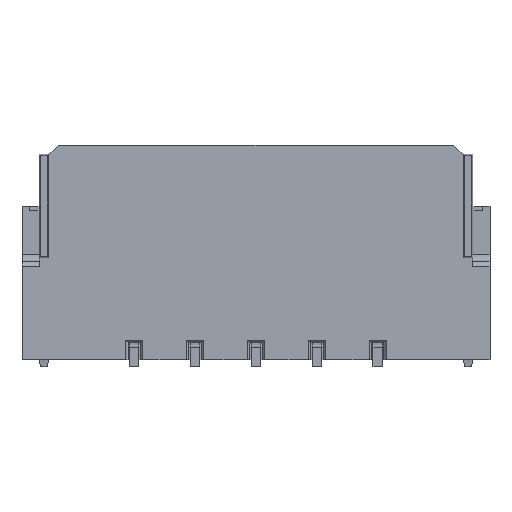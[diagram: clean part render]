
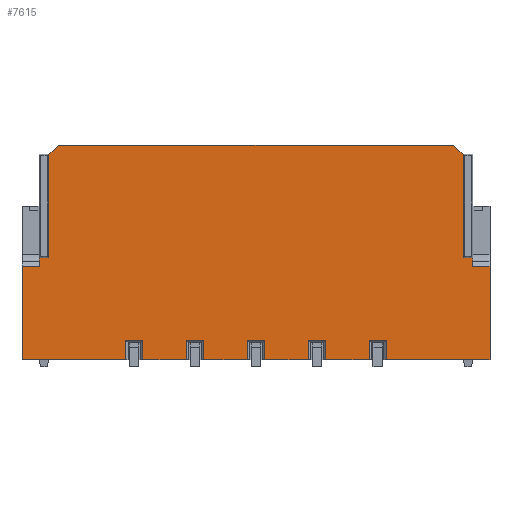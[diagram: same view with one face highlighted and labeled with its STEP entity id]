
A CAD part, front view. The second image highlights one B-rep face of the part: STEP entity #7615.
In plain terms, the highlighted planar face has unit normal (0, -1, 0).
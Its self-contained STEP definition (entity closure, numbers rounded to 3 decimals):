
#101=DIRECTION('',(1.,0.,0.));
#102=VECTOR('',#101,2.125);
#103=CARTESIAN_POINT('',(2.675,-2.725,-2.2));
#104=LINE('',#103,#102);
#141=DIRECTION('',(1.,0.,0.));
#142=VECTOR('',#141,2.125);
#143=CARTESIAN_POINT('',(-4.8,-2.725,-2.2));
#144=LINE('',#143,#142);
#165=DIRECTION('',(1.,0.,0.));
#166=VECTOR('',#165,0.9);
#167=CARTESIAN_POINT('',(-2.325,-2.725,-2.2));
#168=LINE('',#167,#166);
#189=DIRECTION('',(1.,0.,0.));
#190=VECTOR('',#189,0.9);
#191=CARTESIAN_POINT('',(-1.075,-2.725,-2.2));
#192=LINE('',#191,#190);
#213=DIRECTION('',(1.,0.,0.));
#214=VECTOR('',#213,0.9);
#215=CARTESIAN_POINT('',(0.175,-2.725,-2.2));
#216=LINE('',#215,#214);
#237=DIRECTION('',(1.,0.,0.));
#238=VECTOR('',#237,0.9);
#239=CARTESIAN_POINT('',(1.425,-2.725,-2.2));
#240=LINE('',#239,#238);
#787=DIRECTION('',(0.,0.,1.));
#788=VECTOR('',#787,0.4);
#789=CARTESIAN_POINT('',(2.325,-2.725,-2.2));
#790=LINE('',#789,#788);
#791=DIRECTION('',(0.,0.,-1.));
#792=VECTOR('',#791,0.4);
#793=CARTESIAN_POINT('',(1.425,-2.725,-1.8));
#794=LINE('',#793,#792);
#795=DIRECTION('',(1.,0.,0.));
#796=VECTOR('',#795,0.35);
#797=CARTESIAN_POINT('',(1.075,-2.725,-1.8));
#798=LINE('',#797,#796);
#799=DIRECTION('',(0.,0.,1.));
#800=VECTOR('',#799,0.4);
#801=CARTESIAN_POINT('',(1.075,-2.725,-2.2));
#802=LINE('',#801,#800);
#803=DIRECTION('',(0.,0.,-1.));
#804=VECTOR('',#803,0.4);
#805=CARTESIAN_POINT('',(0.175,-2.725,-1.8));
#806=LINE('',#805,#804);
#807=DIRECTION('',(1.,0.,0.));
#808=VECTOR('',#807,0.35);
#809=CARTESIAN_POINT('',(-0.175,-2.725,-1.8));
#810=LINE('',#809,#808);
#811=DIRECTION('',(0.,0.,1.));
#812=VECTOR('',#811,0.4);
#813=CARTESIAN_POINT('',(-0.175,-2.725,-2.2));
#814=LINE('',#813,#812);
#815=DIRECTION('',(0.,0.,-1.));
#816=VECTOR('',#815,0.4);
#817=CARTESIAN_POINT('',(-1.075,-2.725,-1.8));
#818=LINE('',#817,#816);
#819=DIRECTION('',(1.,0.,0.));
#820=VECTOR('',#819,0.35);
#821=CARTESIAN_POINT('',(-1.425,-2.725,-1.8));
#822=LINE('',#821,#820);
#823=DIRECTION('',(0.,0.,1.));
#824=VECTOR('',#823,0.4);
#825=CARTESIAN_POINT('',(-1.425,-2.725,-2.2));
#826=LINE('',#825,#824);
#827=DIRECTION('',(0.,0.,-1.));
#828=VECTOR('',#827,0.4);
#829=CARTESIAN_POINT('',(-2.325,-2.725,-1.8));
#830=LINE('',#829,#828);
#831=DIRECTION('',(1.,0.,0.));
#832=VECTOR('',#831,0.35);
#833=CARTESIAN_POINT('',(-2.675,-2.725,-1.8));
#834=LINE('',#833,#832);
#835=DIRECTION('',(0.,0.,1.));
#836=VECTOR('',#835,0.4);
#837=CARTESIAN_POINT('',(-2.675,-2.725,-2.2));
#838=LINE('',#837,#836);
#839=DIRECTION('',(0.,0.,1.));
#840=VECTOR('',#839,1.915);
#841=CARTESIAN_POINT('',(-4.8,-2.725,-2.2));
#842=LINE('',#841,#840);
#843=DIRECTION('',(-1.,0.,0.));
#844=VECTOR('',#843,0.35);
#845=CARTESIAN_POINT('',(-4.45,-2.725,-0.285));
#846=LINE('',#845,#844);
#847=DIRECTION('',(-1.,0.,0.));
#848=VECTOR('',#847,0.2);
#849=CARTESIAN_POINT('',(-4.25,-2.725,-0.115));
#850=LINE('',#849,#848);
#851=DIRECTION('',(0.,0.,1.));
#852=VECTOR('',#851,2.115);
#853=CARTESIAN_POINT('',(-4.25,-2.725,-0.115));
#854=LINE('',#853,#852);
#855=DIRECTION('',(-0.707,0.,-0.707));
#856=VECTOR('',#855,0.283);
#857=CARTESIAN_POINT('',(-4.05,-2.725,2.2));
#858=LINE('',#857,#856);
#859=DIRECTION('',(-0.707,0.,0.707));
#860=VECTOR('',#859,0.283);
#861=CARTESIAN_POINT('',(4.25,-2.725,2.));
#862=LINE('',#861,#860);
#863=DIRECTION('',(0.,0.,1.));
#864=VECTOR('',#863,2.115);
#865=CARTESIAN_POINT('',(4.25,-2.725,-0.115));
#866=LINE('',#865,#864);
#867=DIRECTION('',(1.,0.,0.));
#868=VECTOR('',#867,0.2);
#869=CARTESIAN_POINT('',(4.25,-2.725,-0.115));
#870=LINE('',#869,#868);
#871=DIRECTION('',(-1.,0.,0.));
#872=VECTOR('',#871,0.35);
#873=CARTESIAN_POINT('',(4.8,-2.725,-0.285));
#874=LINE('',#873,#872);
#875=DIRECTION('',(0.,0.,-1.));
#876=VECTOR('',#875,0.4);
#877=CARTESIAN_POINT('',(2.675,-2.725,-1.8));
#878=LINE('',#877,#876);
#879=DIRECTION('',(1.,0.,0.));
#880=VECTOR('',#879,0.35);
#881=CARTESIAN_POINT('',(2.325,-2.725,-1.8));
#882=LINE('',#881,#880);
#1354=DIRECTION('',(1.,0.,0.));
#1355=VECTOR('',#1354,8.1);
#1356=CARTESIAN_POINT('',(-4.05,-2.725,2.2));
#1357=LINE('',#1356,#1355);
#1521=DIRECTION('',(0.,0.,-1.));
#1522=VECTOR('',#1521,0.17);
#1523=CARTESIAN_POINT('',(-4.45,-2.725,-0.115));
#1524=LINE('',#1523,#1522);
#1920=DIRECTION('',(0.,0.,1.));
#1921=VECTOR('',#1920,1.915);
#1922=CARTESIAN_POINT('',(4.8,-2.725,-2.2));
#1923=LINE('',#1922,#1921);
#1936=DIRECTION('',(0.,0.,1.));
#1937=VECTOR('',#1936,0.17);
#1938=CARTESIAN_POINT('',(4.45,-2.725,-0.285));
#1939=LINE('',#1938,#1937);
#5230=CARTESIAN_POINT('',(-4.05,-2.725,2.2));
#5232=VERTEX_POINT('',#5230);
#5259=CARTESIAN_POINT('',(4.05,-2.725,2.2));
#5260=VERTEX_POINT('',#5259);
#5393=CARTESIAN_POINT('',(-4.25,-2.725,2.));
#5394=VERTEX_POINT('',#5393);
#5395=CARTESIAN_POINT('',(4.25,-2.725,2.));
#5396=VERTEX_POINT('',#5395);
#5397=CARTESIAN_POINT('',(-4.25,-2.725,-0.115));
#5398=CARTESIAN_POINT('',(-4.45,-2.725,-0.115));
#5399=VERTEX_POINT('',#5397);
#5400=VERTEX_POINT('',#5398);
#5413=CARTESIAN_POINT('',(4.25,-2.725,-0.115));
#5414=CARTESIAN_POINT('',(4.45,-2.725,-0.115));
#5415=VERTEX_POINT('',#5413);
#5416=VERTEX_POINT('',#5414);
#5593=CARTESIAN_POINT('',(4.8,-2.725,-2.2));
#5594=VERTEX_POINT('',#5593);
#5595=CARTESIAN_POINT('',(-4.8,-2.725,-2.2));
#5596=VERTEX_POINT('',#5595);
#6453=CARTESIAN_POINT('',(4.8,-2.725,-0.285));
#6454=VERTEX_POINT('',#6453);
#6455=CARTESIAN_POINT('',(4.45,-2.725,-0.285));
#6456=VERTEX_POINT('',#6455);
#6457=CARTESIAN_POINT('',(-4.8,-2.725,-0.285));
#6459=VERTEX_POINT('',#6457);
#6463=CARTESIAN_POINT('',(-4.45,-2.725,-0.285));
#6464=VERTEX_POINT('',#6463);
#6662=CARTESIAN_POINT('',(-2.675,-2.725,-2.2));
#6664=VERTEX_POINT('',#6662);
#6665=CARTESIAN_POINT('',(-2.675,-2.725,-1.8));
#6666=VERTEX_POINT('',#6665);
#6669=CARTESIAN_POINT('',(-2.325,-2.725,-1.8));
#6670=VERTEX_POINT('',#6669);
#6673=CARTESIAN_POINT('',(-2.325,-2.725,-2.2));
#6675=VERTEX_POINT('',#6673);
#6726=CARTESIAN_POINT('',(-1.425,-2.725,-2.2));
#6728=VERTEX_POINT('',#6726);
#6729=CARTESIAN_POINT('',(-1.425,-2.725,-1.8));
#6730=VERTEX_POINT('',#6729);
#6733=CARTESIAN_POINT('',(-1.075,-2.725,-1.8));
#6734=VERTEX_POINT('',#6733);
#6737=CARTESIAN_POINT('',(-1.075,-2.725,-2.2));
#6739=VERTEX_POINT('',#6737);
#6742=CARTESIAN_POINT('',(-0.175,-2.725,-2.2));
#6744=VERTEX_POINT('',#6742);
#6745=CARTESIAN_POINT('',(-0.175,-2.725,-1.8));
#6746=VERTEX_POINT('',#6745);
#6749=CARTESIAN_POINT('',(0.175,-2.725,-1.8));
#6750=VERTEX_POINT('',#6749);
#6753=CARTESIAN_POINT('',(0.175,-2.725,-2.2));
#6755=VERTEX_POINT('',#6753);
#6758=CARTESIAN_POINT('',(1.075,-2.725,-2.2));
#6760=VERTEX_POINT('',#6758);
#6761=CARTESIAN_POINT('',(1.075,-2.725,-1.8));
#6762=VERTEX_POINT('',#6761);
#6765=CARTESIAN_POINT('',(1.425,-2.725,-1.8));
#6766=VERTEX_POINT('',#6765);
#6769=CARTESIAN_POINT('',(1.425,-2.725,-2.2));
#6771=VERTEX_POINT('',#6769);
#6774=CARTESIAN_POINT('',(2.325,-2.725,-2.2));
#6776=VERTEX_POINT('',#6774);
#6777=CARTESIAN_POINT('',(2.325,-2.725,-1.8));
#6778=VERTEX_POINT('',#6777);
#6781=CARTESIAN_POINT('',(2.675,-2.725,-1.8));
#6782=VERTEX_POINT('',#6781);
#6785=CARTESIAN_POINT('',(2.675,-2.725,-2.2));
#6787=VERTEX_POINT('',#6785);
#7548=CARTESIAN_POINT('',(-4.8,-2.725,-2.2));
#7549=DIRECTION('',(0.,-1.,0.));
#7550=DIRECTION('',(1.,0.,0.));
#7551=AXIS2_PLACEMENT_3D('',#7548,#7549,#7550);
#7552=PLANE('',#7551);
#7554=ORIENTED_EDGE('',*,*,#7553,.F.);
#7555=ORIENTED_EDGE('',*,*,#6916,.F.);
#7557=ORIENTED_EDGE('',*,*,#7556,.F.);
#7559=ORIENTED_EDGE('',*,*,#7558,.F.);
#7561=ORIENTED_EDGE('',*,*,#7560,.F.);
#7562=ORIENTED_EDGE('',*,*,#6896,.F.);
#7564=ORIENTED_EDGE('',*,*,#7563,.F.);
#7566=ORIENTED_EDGE('',*,*,#7565,.F.);
#7568=ORIENTED_EDGE('',*,*,#7567,.F.);
#7569=ORIENTED_EDGE('',*,*,#6876,.F.);
#7571=ORIENTED_EDGE('',*,*,#7570,.F.);
#7573=ORIENTED_EDGE('',*,*,#7572,.F.);
#7575=ORIENTED_EDGE('',*,*,#7574,.F.);
#7576=ORIENTED_EDGE('',*,*,#6856,.F.);
#7578=ORIENTED_EDGE('',*,*,#7577,.F.);
#7580=ORIENTED_EDGE('',*,*,#7579,.F.);
#7582=ORIENTED_EDGE('',*,*,#7581,.F.);
#7583=ORIENTED_EDGE('',*,*,#6836,.F.);
#7585=ORIENTED_EDGE('',*,*,#7584,.T.);
#7587=ORIENTED_EDGE('',*,*,#7586,.F.);
#7589=ORIENTED_EDGE('',*,*,#7588,.F.);
#7591=ORIENTED_EDGE('',*,*,#7590,.F.);
#7593=ORIENTED_EDGE('',*,*,#7592,.T.);
#7595=ORIENTED_EDGE('',*,*,#7594,.F.);
#7597=ORIENTED_EDGE('',*,*,#7596,.T.);
#7599=ORIENTED_EDGE('',*,*,#7598,.F.);
#7601=ORIENTED_EDGE('',*,*,#7600,.F.);
#7603=ORIENTED_EDGE('',*,*,#7602,.T.);
#7605=ORIENTED_EDGE('',*,*,#7604,.F.);
#7607=ORIENTED_EDGE('',*,*,#7606,.F.);
#7609=ORIENTED_EDGE('',*,*,#7608,.F.);
#7610=ORIENTED_EDGE('',*,*,#6812,.F.);
#7611=ORIENTED_EDGE('',*,*,#7528,.F.);
#7612=ORIENTED_EDGE('',*,*,#7538,.F.);
#7613=EDGE_LOOP('',(#7554,#7555,#7557,#7559,#7561,#7562,#7564,#7566,#7568,#7569,
#7571,#7573,#7575,#7576,#7578,#7580,#7582,#7583,#7585,#7587,#7589,#7591,#7593,
#7595,#7597,#7599,#7601,#7603,#7605,#7607,#7609,#7610,#7611,#7612));
#7614=FACE_OUTER_BOUND('',#7613,.F.);
#7615=ADVANCED_FACE('',(#7614),#7552,.T.);
#6812=EDGE_CURVE('',#6787,#5594,#104,.T.);
#6836=EDGE_CURVE('',#5596,#6664,#144,.T.);
#6856=EDGE_CURVE('',#6675,#6728,#168,.T.);
#6876=EDGE_CURVE('',#6739,#6744,#192,.T.);
#6896=EDGE_CURVE('',#6755,#6760,#216,.T.);
#6916=EDGE_CURVE('',#6771,#6776,#240,.T.);
#7528=EDGE_CURVE('',#6782,#6787,#878,.T.);
#7538=EDGE_CURVE('',#6778,#6782,#882,.T.);
#7553=EDGE_CURVE('',#6776,#6778,#790,.T.);
#7556=EDGE_CURVE('',#6766,#6771,#794,.T.);
#7558=EDGE_CURVE('',#6762,#6766,#798,.T.);
#7560=EDGE_CURVE('',#6760,#6762,#802,.T.);
#7563=EDGE_CURVE('',#6750,#6755,#806,.T.);
#7565=EDGE_CURVE('',#6746,#6750,#810,.T.);
#7567=EDGE_CURVE('',#6744,#6746,#814,.T.);
#7570=EDGE_CURVE('',#6734,#6739,#818,.T.);
#7572=EDGE_CURVE('',#6730,#6734,#822,.T.);
#7574=EDGE_CURVE('',#6728,#6730,#826,.T.);
#7577=EDGE_CURVE('',#6670,#6675,#830,.T.);
#7579=EDGE_CURVE('',#6666,#6670,#834,.T.);
#7581=EDGE_CURVE('',#6664,#6666,#838,.T.);
#7584=EDGE_CURVE('',#5596,#6459,#842,.T.);
#7586=EDGE_CURVE('',#6464,#6459,#846,.T.);
#7588=EDGE_CURVE('',#5400,#6464,#1524,.T.);
#7590=EDGE_CURVE('',#5399,#5400,#850,.T.);
#7592=EDGE_CURVE('',#5399,#5394,#854,.T.);
#7594=EDGE_CURVE('',#5232,#5394,#858,.T.);
#7596=EDGE_CURVE('',#5232,#5260,#1357,.T.);
#7598=EDGE_CURVE('',#5396,#5260,#862,.T.);
#7600=EDGE_CURVE('',#5415,#5396,#866,.T.);
#7602=EDGE_CURVE('',#5415,#5416,#870,.T.);
#7604=EDGE_CURVE('',#6456,#5416,#1939,.T.);
#7606=EDGE_CURVE('',#6454,#6456,#874,.T.);
#7608=EDGE_CURVE('',#5594,#6454,#1923,.T.);
